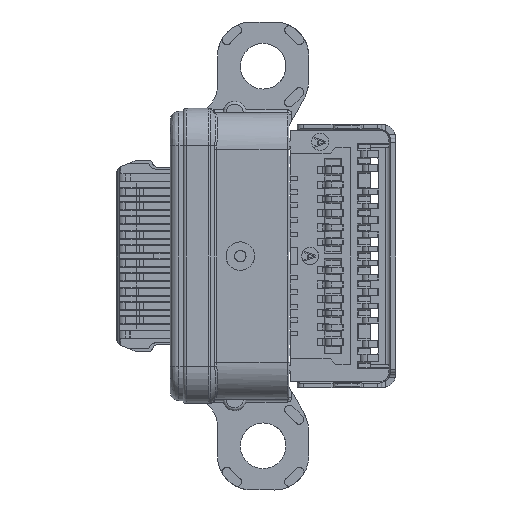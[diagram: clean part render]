
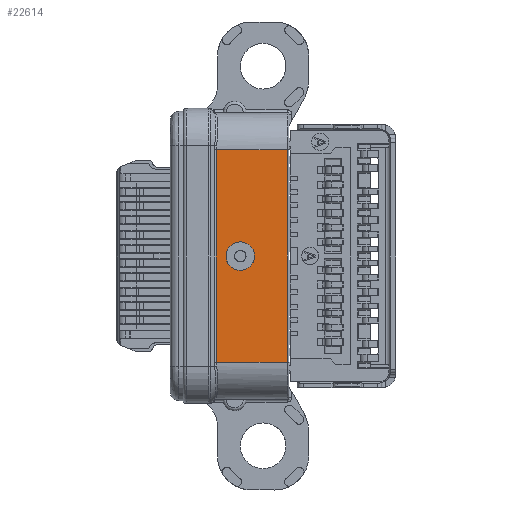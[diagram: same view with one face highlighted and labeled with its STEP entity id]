
A CAD part, front view. The second image highlights one B-rep face of the part: STEP entity #22614.
In plain terms, the highlighted planar face has unit normal (0, -1, 0).
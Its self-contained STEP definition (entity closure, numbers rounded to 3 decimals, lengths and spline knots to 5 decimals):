
#3736 = CARTESIAN_POINT ( 'NONE',  ( -0.00574, -0.05147, -0.11591 ) ) ;
#5693 = CARTESIAN_POINT ( 'NONE',  ( -0.02331, -0.05147, -0.14587 ) ) ;
#19159 = DIRECTION ( 'NONE',  ( 1., 0., 0. ) ) ;
#21986 = CARTESIAN_POINT ( 'NONE',  ( -0.05628, -0.05147, 0.02047 ) ) ;
#22614 = ADVANCED_FACE ( 'NONE', ( #169264, #28290 ), #47382, .F. ) ;
#28290 = FACE_OUTER_BOUND ( 'NONE', #69344, .T. ) ;
#30680 = ORIENTED_EDGE ( 'NONE', *, *, #32054, .T. ) ;
#30792 = DIRECTION ( 'NONE',  ( -1., 0., 0. ) ) ;
#31288 = DIRECTION ( 'NONE',  ( 0., 1., 0. ) ) ;
#32054 = EDGE_CURVE ( 'NONE', #156429, #69165, #181835, .T. ) ;
#32275 = EDGE_CURVE ( 'NONE', #129131, #197561, #146448, .T. ) ;
#34655 = DIRECTION ( 'NONE',  ( 0., -1., 0. ) ) ;
#35879 = CARTESIAN_POINT ( 'NONE',  ( -0.02331, -0.05147, -0.1065 ) ) ;
#44908 = LINE ( 'NONE', #150649, #198154 ) ;
#45267 = ORIENTED_EDGE ( 'NONE', *, *, #192916, .F. ) ;
#47382 = PLANE ( 'NONE',  #118310 ) ;
#58451 = AXIS2_PLACEMENT_3D ( 'NONE', #94079, #34655, #77961 ) ;
#69165 = VERTEX_POINT ( 'NONE', #21986 ) ;
#69344 = EDGE_LOOP ( 'NONE', ( #166002, #169661, #30680, #81870 ) ) ;
#74537 = CARTESIAN_POINT ( 'NONE',  ( 0.04361, -0.05147, 0.02633 ) ) ;
#77961 = DIRECTION ( 'NONE',  ( 0., 0., -1. ) ) ;
#78202 = CARTESIAN_POINT ( 'NONE',  ( -0.00362, -0.05147, -0.13133 ) ) ;
#80413 = LINE ( 'NONE', #125733, #133256 ) ;
#81870 = ORIENTED_EDGE ( 'NONE', *, *, #142759, .F. ) ;
#84967 = CARTESIAN_POINT ( 'NONE',  ( -0.00732, -0.05147, -0.27244 ) ) ;
#86942 = DIRECTION ( 'NONE',  ( -1., 0., 0. ) ) ;
#90473 = CARTESIAN_POINT ( 'NONE',  ( -0.05628, -0.05147, -0.27244 ) ) ;
#90620 = CIRCLE ( 'NONE', #58451, 0.01969 ) ;
#94079 = CARTESIAN_POINT ( 'NONE',  ( -0.02331, -0.05147, -0.12618 ) ) ;
#94538 = EDGE_CURVE ( 'NONE', #129131, #156429, #80413, .T. ) ;
#96185 = EDGE_LOOP ( 'NONE', ( #45267, #162058 ) ) ;
#106237 = CARTESIAN_POINT ( 'NONE',  ( -0.02331, -0.05147, -0.14587 ) ) ;
#111421 = CARTESIAN_POINT ( 'NONE',  ( -0.01303, -0.05147, -0.10862 ) ) ;
#116476 = VECTOR ( 'NONE', #30792, 39.37008 ) ;
#118310 = AXIS2_PLACEMENT_3D ( 'NONE', #74537, #31288, #19159 ) ;
#125733 = CARTESIAN_POINT ( 'NONE',  ( 0.04165, -0.05147, -0.12598 ) ) ;
#129131 = VERTEX_POINT ( 'NONE', #131956 ) ;
#131956 = CARTESIAN_POINT ( 'NONE',  ( 0.04165, -0.05147, -0.27244 ) ) ;
#133256 = VECTOR ( 'NONE', #171085, 39.37008 ) ;
#134549 = DIRECTION ( 'NONE',  ( 0., 0., 1. ) ) ;
#137454 = VERTEX_POINT ( 'NONE', #106237 ) ;
#139656 = CARTESIAN_POINT ( 'NONE',  ( -0.00362, -0.05147, -0.12103 ) ) ;
#141627 = CARTESIAN_POINT ( 'NONE',  ( -0.01815, -0.05147, -0.14587 ) ) ;
#142759 = EDGE_CURVE ( 'NONE', #197561, #69165, #44908, .T. ) ;
#145550 = VECTOR ( 'NONE', #86942, 39.37008 ) ;
#145714 = CARTESIAN_POINT ( 'NONE',  ( -0.02331, -0.05147, -0.1065 ) ) ;
#146448 = LINE ( 'NONE', #84967, #145550 ) ;
#150649 = CARTESIAN_POINT ( 'NONE',  ( -0.05628, -0.05147, -0.12598 ) ) ;
#151787 = B_SPLINE_CURVE_WITH_KNOTS ( 'NONE', 3,
 ( #5693, #141627, #172845, #155754, #78202, #139656, #3736, #111421, #186929, #35879 ),
 .UNSPECIFIED., .F., .F.,
 ( 4, 2, 2, 2, 4 ),
 ( 0., 0.25, 0.5, 0.75, 1. ),
 .UNSPECIFIED. ) ;
#155754 = CARTESIAN_POINT ( 'NONE',  ( -0.00574, -0.05147, -0.13646 ) ) ;
#156429 = VERTEX_POINT ( 'NONE', #182491 ) ;
#162058 = ORIENTED_EDGE ( 'NONE', *, *, #193314, .F. ) ;
#166002 = ORIENTED_EDGE ( 'NONE', *, *, #32275, .F. ) ;
#169264 = FACE_BOUND ( 'NONE', #96185, .T. ) ;
#169661 = ORIENTED_EDGE ( 'NONE', *, *, #94538, .T. ) ;
#170767 = VERTEX_POINT ( 'NONE', #145714 ) ;
#171085 = DIRECTION ( 'NONE',  ( 0., 0., 1. ) ) ;
#172845 = CARTESIAN_POINT ( 'NONE',  ( -0.01303, -0.05147, -0.14374 ) ) ;
#181835 = LINE ( 'NONE', #182833, #116476 ) ;
#182491 = CARTESIAN_POINT ( 'NONE',  ( 0.04165, -0.05147, 0.02047 ) ) ;
#182833 = CARTESIAN_POINT ( 'NONE',  ( -0.0083, -0.05147, 0.02047 ) ) ;
#186929 = CARTESIAN_POINT ( 'NONE',  ( -0.01815, -0.05147, -0.1065 ) ) ;
#192916 = EDGE_CURVE ( 'NONE', #137454, #170767, #151787, .T. ) ;
#193314 = EDGE_CURVE ( 'NONE', #170767, #137454, #90620, .T. ) ;
#197561 = VERTEX_POINT ( 'NONE', #90473 ) ;
#198154 = VECTOR ( 'NONE', #134549, 39.37008 ) ;
